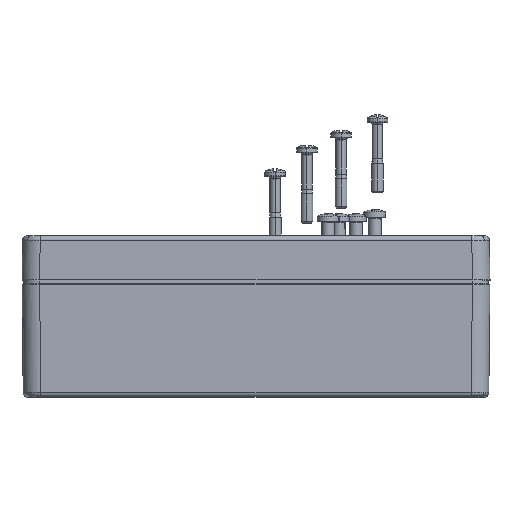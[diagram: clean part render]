
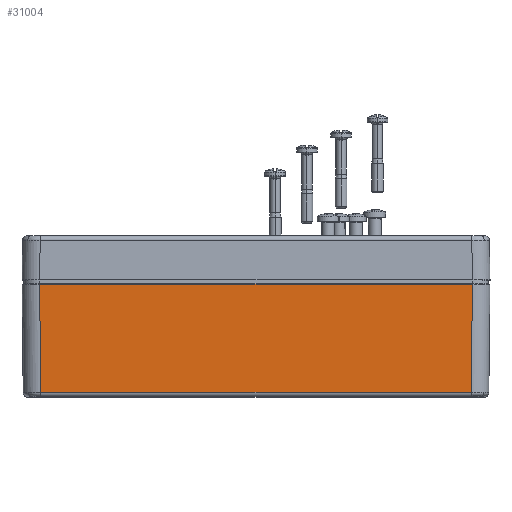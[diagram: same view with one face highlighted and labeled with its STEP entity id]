
A CAD part, top view. The second image highlights one B-rep face of the part: STEP entity #31004.
In plain terms, the highlighted planar face has unit normal (0, -0.01, 1).
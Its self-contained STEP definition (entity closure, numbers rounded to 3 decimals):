
#25546 = VERTEX_POINT('',#25547);
#25547 = CARTESIAN_POINT('',(-73.602,-40.015,
    39.602));
#30441 = VERTEX_POINT('',#30442);
#30442 = CARTESIAN_POINT('',(-73.97,-3.,39.97));
#30451 = EDGE_CURVE('',#30452,#30441,#30454,.T.);
#30452 = VERTEX_POINT('',#30453);
#30453 = CARTESIAN_POINT('',(73.97,-3.,39.97));
#30454 = LINE('',#30455,#30456);
#30455 = CARTESIAN_POINT('',(-80.,-3.,39.97));
#30456 = VECTOR('',#30457,1.);
#30457 = DIRECTION('',(-1.,0.,0.));
#30865 = VERTEX_POINT('',#30866);
#30866 = CARTESIAN_POINT('',(73.602,-40.015,
    39.602));
#30931 = EDGE_CURVE('',#25546,#30865,#30932,.T.);
#30932 = LINE('',#30933,#30934);
#30933 = CARTESIAN_POINT('',(-80.,-40.015,39.602));
#30934 = VECTOR('',#30935,1.);
#30935 = DIRECTION('',(1.,0.,0.));
#31004 = ADVANCED_FACE('',(#31005),#31021,.T.);
#31005 = FACE_BOUND('',#31006,.T.);
#31006 = EDGE_LOOP('',(#31007,#31013,#31014,#31020));
#31007 = ORIENTED_EDGE('',*,*,#31008,.T.);
#31008 = EDGE_CURVE('',#30865,#30452,#31009,.T.);
#31009 = LINE('',#31010,#31011);
#31010 = CARTESIAN_POINT('',(73.985,-1.532,
    39.985));
#31011 = VECTOR('',#31012,1.);
#31012 = DIRECTION('',(0.01,1.,
    0.01));
#31013 = ORIENTED_EDGE('',*,*,#30451,.T.);
#31014 = ORIENTED_EDGE('',*,*,#31015,.T.);
#31015 = EDGE_CURVE('',#30441,#25546,#31016,.T.);
#31016 = LINE('',#31017,#31018);
#31017 = CARTESIAN_POINT('',(-74.001,0.06,
    40.001));
#31018 = VECTOR('',#31019,1.);
#31019 = DIRECTION('',(0.01,-1.,
    -0.01));
#31020 = ORIENTED_EDGE('',*,*,#30931,.T.);
#31021 = PLANE('',#31022);
#31022 = AXIS2_PLACEMENT_3D('',#31023,#31024,#31025);
#31023 = CARTESIAN_POINT('',(-80.,0.,40.));
#31024 = DIRECTION('',(0.,-0.01,1.));
#31025 = DIRECTION('',(0.,-1.,-0.01));
